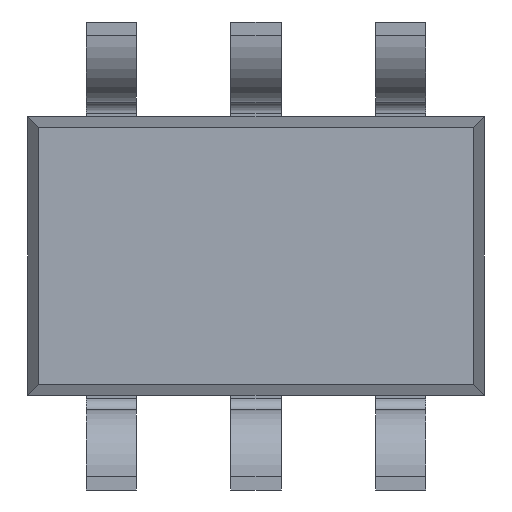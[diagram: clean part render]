
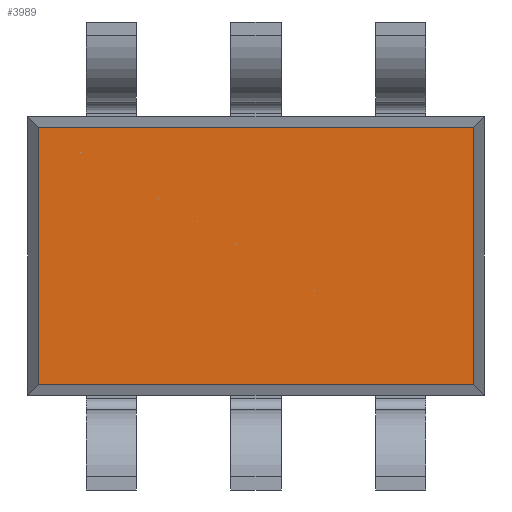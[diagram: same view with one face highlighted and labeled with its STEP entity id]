
A CAD part, front view. The second image highlights one B-rep face of the part: STEP entity #3989.
In plain terms, the highlighted planar face has unit normal (0, -1, 0).
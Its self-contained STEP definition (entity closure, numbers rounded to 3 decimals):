
#10 = CARTESIAN_POINT ( 'NONE',  ( -1.025, 0., 0.575 ) ) ;
#191 = ORIENTED_EDGE ( 'NONE', *, *, #1622, .T. ) ;
#289 = CARTESIAN_POINT ( 'NONE',  ( -0.975, 0., -0.625 ) ) ;
#376 = DIRECTION ( 'NONE',  ( -1., 0., 0. ) ) ;
#416 = AXIS2_PLACEMENT_3D ( 'NONE', #3793, #2300, #1689 ) ;
#660 = EDGE_LOOP ( 'NONE', ( #1084, #191, #4505, #804 ) ) ;
#754 = LINE ( 'NONE', #10, #3285 ) ;
#804 = ORIENTED_EDGE ( 'NONE', *, *, #2580, .T. ) ;
#817 = CARTESIAN_POINT ( 'NONE',  ( -0.975, 0., -0.575 ) ) ;
#1084 = ORIENTED_EDGE ( 'NONE', *, *, #4404, .T. ) ;
#1258 = CARTESIAN_POINT ( 'NONE',  ( -0.975, 0., 0.575 ) ) ;
#1453 = CARTESIAN_POINT ( 'NONE',  ( 0.975, 0., 0.575 ) ) ;
#1622 = EDGE_CURVE ( 'NONE', #3316, #3408, #2896, .T. ) ;
#1682 = LINE ( 'NONE', #4172, #4134 ) ;
#1689 = DIRECTION ( 'NONE',  ( 0., 0., -1. ) ) ;
#1878 = CARTESIAN_POINT ( 'NONE',  ( 0.975, 0., 0.625 ) ) ;
#2061 = CARTESIAN_POINT ( 'NONE',  ( 0.975, 0., -0.575 ) ) ;
#2300 = DIRECTION ( 'NONE',  ( 0., -1., 0. ) ) ;
#2381 = PLANE ( 'NONE',  #416 ) ;
#2393 = VECTOR ( 'NONE', #4589, 1000. ) ;
#2397 = DIRECTION ( 'NONE',  ( 1., 0., 0. ) ) ;
#2545 = VECTOR ( 'NONE', #4020, 1000. ) ;
#2580 = EDGE_CURVE ( 'NONE', #3489, #3727, #4609, .T. ) ;
#2896 = LINE ( 'NONE', #1878, #2545 ) ;
#3285 = VECTOR ( 'NONE', #376, 1000. ) ;
#3316 = VERTEX_POINT ( 'NONE', #2061 ) ;
#3385 = FACE_OUTER_BOUND ( 'NONE', #660, .T. ) ;
#3389 = EDGE_CURVE ( 'NONE', #3408, #3489, #754, .T. ) ;
#3408 = VERTEX_POINT ( 'NONE', #1453 ) ;
#3489 = VERTEX_POINT ( 'NONE', #1258 ) ;
#3727 = VERTEX_POINT ( 'NONE', #817 ) ;
#3793 = CARTESIAN_POINT ( 'NONE',  ( 0., 0., 0. ) ) ;
#3989 = ADVANCED_FACE ( 'NONE', ( #3385 ), #2381, .T. ) ;
#4020 = DIRECTION ( 'NONE',  ( 0., 0., 1. ) ) ;
#4134 = VECTOR ( 'NONE', #2397, 1000. ) ;
#4172 = CARTESIAN_POINT ( 'NONE',  ( 1.025, 0., -0.575 ) ) ;
#4404 = EDGE_CURVE ( 'NONE', #3727, #3316, #1682, .T. ) ;
#4505 = ORIENTED_EDGE ( 'NONE', *, *, #3389, .T. ) ;
#4589 = DIRECTION ( 'NONE',  ( 0., 0., -1. ) ) ;
#4609 = LINE ( 'NONE', #289, #2393 ) ;
